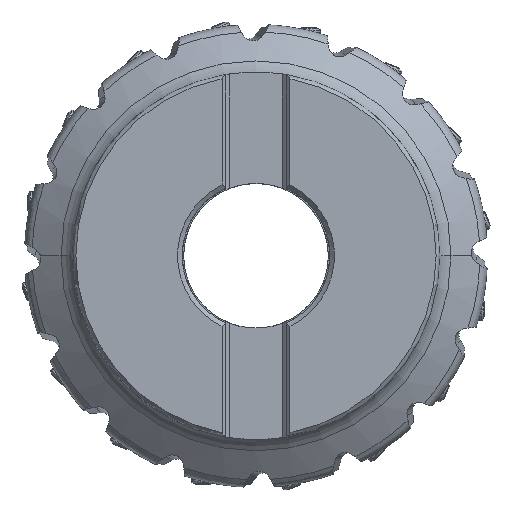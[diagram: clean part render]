
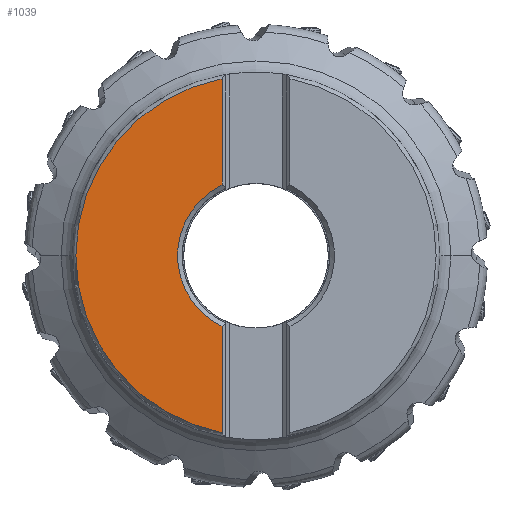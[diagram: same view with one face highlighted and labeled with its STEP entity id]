
A CAD part, top view. The second image highlights one B-rep face of the part: STEP entity #1039.
In plain terms, the highlighted planar face has unit normal (0, 0, 1).
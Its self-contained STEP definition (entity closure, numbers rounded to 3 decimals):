
#606=PLANE('',#24313);
#1039=ADVANCED_FACE('',(#2919),#606,.T.);
#2919=FACE_OUTER_BOUND('',#4197,.T.);
#4197=EDGE_LOOP('',(#9061,#9062,#9063,#9064,#9065));
#6672=LINE('',#33900,#7854);
#6673=LINE('',#33904,#7855);
#7854=VECTOR('',#27182,1.);
#7855=VECTOR('',#27185,1.);
#9061=ORIENTED_EDGE('',*,*,#18913,.F.);
#9062=ORIENTED_EDGE('',*,*,#18914,.F.);
#9063=ORIENTED_EDGE('',*,*,#18915,.F.);
#9064=ORIENTED_EDGE('',*,*,#18912,.F.);
#9065=ORIENTED_EDGE('',*,*,#18911,.F.);
#16450=VERTEX_POINT('',#33869);
#16453=VERTEX_POINT('',#33895);
#16454=VERTEX_POINT('',#33897);
#16455=VERTEX_POINT('',#33901);
#16456=VERTEX_POINT('',#33903);
#18911=EDGE_CURVE('',#16453,#16454,#22598,.T.);
#18912=EDGE_CURVE('',#16454,#16450,#22599,.T.);
#18913=EDGE_CURVE('',#16455,#16453,#6672,.T.);
#18914=EDGE_CURVE('',#16456,#16455,#22600,.T.);
#18915=EDGE_CURVE('',#16450,#16456,#6673,.T.);
#22598=CIRCLE('',#24309,47.439);
#22599=CIRCLE('',#24310,47.439);
#22600=CIRCLE('',#24312,20.65);
#24309=AXIS2_PLACEMENT_3D('',#33896,#27176,#27177);
#24310=AXIS2_PLACEMENT_3D('',#33898,#27178,#27179);
#24312=AXIS2_PLACEMENT_3D('',#33902,#27183,#27184);
#24313=AXIS2_PLACEMENT_3D('',#33905,#27186,#27187);
#27176=DIRECTION('',(0.,0.,-1.));
#27177=DIRECTION('',(-0.188,-0.982,0.));
#27178=DIRECTION('',(0.,0.,-1.));
#27179=DIRECTION('',(-1.,0.,0.));
#27182=DIRECTION('',(0.,-1.,0.));
#27183=DIRECTION('',(0.,0.,1.));
#27184=DIRECTION('',(-0.433,0.901,0.));
#27185=DIRECTION('',(0.,-1.,0.));
#27186=DIRECTION('',(0.,0.,1.));
#27187=DIRECTION('',(0.,-1.,0.));
#33869=CARTESIAN_POINT('',(-8.937,46.589,0.));
#33895=CARTESIAN_POINT('',(-8.937,-46.589,0.));
#33896=CARTESIAN_POINT('',(0.,0.,0.));
#33897=CARTESIAN_POINT('',(-47.439,0.021,0.));
#33898=CARTESIAN_POINT('',(0.,0.,0.));
#33900=CARTESIAN_POINT('',(-8.937,-18.616,0.));
#33901=CARTESIAN_POINT('',(-8.938,-18.616,0.));
#33902=CARTESIAN_POINT('',(0.,0.,0.));
#33903=CARTESIAN_POINT('',(-8.938,18.616,0.));
#33904=CARTESIAN_POINT('',(-8.938,46.589,0.));
#33905=CARTESIAN_POINT('',(-28.188,0.,0.));
